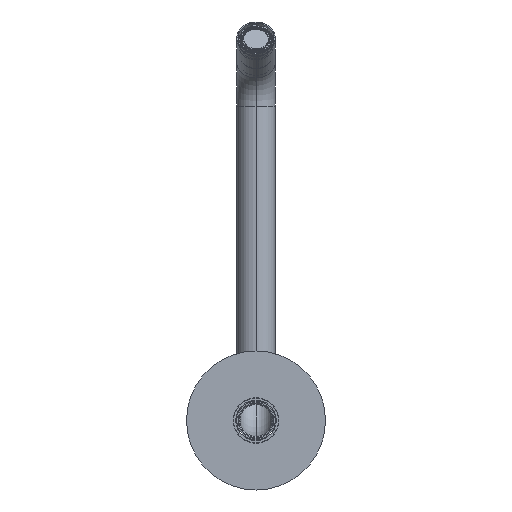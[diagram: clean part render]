
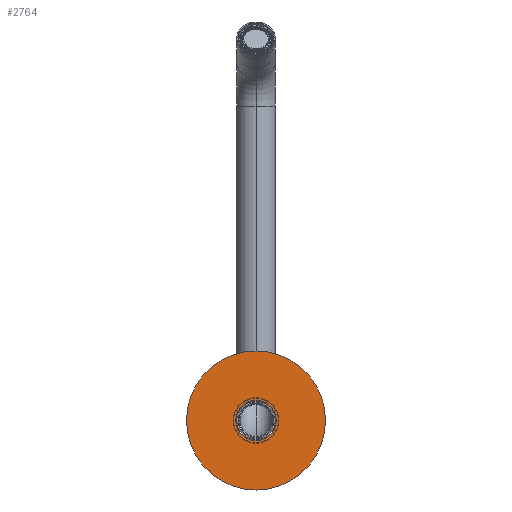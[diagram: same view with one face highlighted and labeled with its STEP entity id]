
A CAD part, front view. The second image highlights one B-rep face of the part: STEP entity #2764.
In plain terms, the highlighted face is planar.
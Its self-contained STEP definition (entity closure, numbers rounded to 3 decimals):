
#8 = DIRECTION ( 'NONE',  ( 0., 0., 1. ) ) ;
#143 = EDGE_LOOP ( 'NONE', ( #355, #1038 ) ) ;
#355 = ORIENTED_EDGE ( 'NONE', *, *, #1400, .T. ) ;
#469 = DIRECTION ( 'NONE',  ( 1., 0., 0. ) ) ;
#655 = DIRECTION ( 'NONE',  ( 0., 0., 1. ) ) ;
#679 = CIRCLE ( 'NONE', #2757, 32.5 ) ;
#746 = DIRECTION ( 'NONE',  ( 1., 0., 0. ) ) ;
#748 = PLANE ( 'NONE',  #1890 ) ;
#798 = CARTESIAN_POINT ( 'NONE',  ( -32.5, 0., 8. ) ) ;
#894 = ORIENTED_EDGE ( 'NONE', *, *, #1834, .F. ) ;
#922 = DIRECTION ( 'NONE',  ( 1., 0., 0. ) ) ;
#957 = CARTESIAN_POINT ( 'NONE',  ( 32.5, 0., 8. ) ) ;
#976 = AXIS2_PLACEMENT_3D ( 'NONE', #3195, #655, #1786 ) ;
#1038 = ORIENTED_EDGE ( 'NONE', *, *, #2647, .T. ) ;
#1136 = DIRECTION ( 'NONE',  ( 1., 0., 0. ) ) ;
#1218 = CIRCLE ( 'NONE', #1689, 9.25 ) ;
#1391 = CARTESIAN_POINT ( 'NONE',  ( 9.25, 0., 8. ) ) ;
#1400 = EDGE_CURVE ( 'NONE', #1691, #3063, #679, .T. ) ;
#1411 = AXIS2_PLACEMENT_3D ( 'NONE', #2325, #3450, #922 ) ;
#1555 = EDGE_CURVE ( 'NONE', #2159, #1712, #1218, .T. ) ;
#1689 = AXIS2_PLACEMENT_3D ( 'NONE', #2545, #8, #1136 ) ;
#1691 = VERTEX_POINT ( 'NONE', #957 ) ;
#1712 = VERTEX_POINT ( 'NONE', #2944 ) ;
#1786 = DIRECTION ( 'NONE',  ( 1., 0., 0. ) ) ;
#1834 = EDGE_CURVE ( 'NONE', #1712, #2159, #2570, .T. ) ;
#1877 = CARTESIAN_POINT ( 'NONE',  ( 0., 0., 8. ) ) ;
#1890 = AXIS2_PLACEMENT_3D ( 'NONE', #1877, #3015, #469 ) ;
#2044 = ORIENTED_EDGE ( 'NONE', *, *, #1555, .F. ) ;
#2159 = VERTEX_POINT ( 'NONE', #1391 ) ;
#2160 = CARTESIAN_POINT ( 'NONE',  ( 0., 0., 8. ) ) ;
#2162 = FACE_BOUND ( 'NONE', #2824, .T. ) ;
#2325 = CARTESIAN_POINT ( 'NONE',  ( 0., 0., 8. ) ) ;
#2545 = CARTESIAN_POINT ( 'NONE',  ( 0., 0., 8. ) ) ;
#2570 = CIRCLE ( 'NONE', #976, 9.25 ) ;
#2647 = EDGE_CURVE ( 'NONE', #3063, #1691, #3011, .T. ) ;
#2757 = AXIS2_PLACEMENT_3D ( 'NONE', #2160, #3284, #746 ) ;
#2764 = ADVANCED_FACE ( 'NONE', ( #2162, #3285 ), #748, .T. ) ;
#2824 = EDGE_LOOP ( 'NONE', ( #894, #2044 ) ) ;
#2944 = CARTESIAN_POINT ( 'NONE',  ( -9.25, 0., 8. ) ) ;
#3011 = CIRCLE ( 'NONE', #1411, 32.5 ) ;
#3015 = DIRECTION ( 'NONE',  ( 0., 0., 1. ) ) ;
#3063 = VERTEX_POINT ( 'NONE', #798 ) ;
#3195 = CARTESIAN_POINT ( 'NONE',  ( 0., 0., 8. ) ) ;
#3284 = DIRECTION ( 'NONE',  ( 0., 0., 1. ) ) ;
#3285 = FACE_OUTER_BOUND ( 'NONE', #143, .T. ) ;
#3450 = DIRECTION ( 'NONE',  ( 0., 0., 1. ) ) ;
